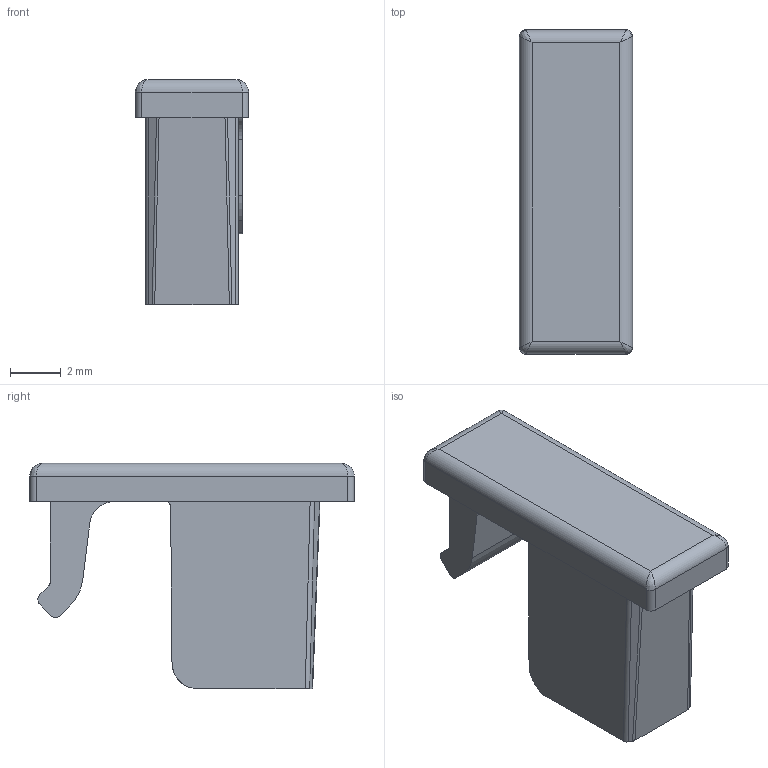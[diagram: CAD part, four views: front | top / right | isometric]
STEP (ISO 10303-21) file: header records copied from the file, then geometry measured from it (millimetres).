
FILE_DESCRIPTION(('CATIA V5R24 STEP','CAx-IF Rec.Pracs.--- Model Styling and Organization---1.2---2011-12-15'),'2;1');
FILE_NAME ('349889-1_1', '2018-10-04T13:48:44+00:00', ('Weidmueller Interface'), ('Weidmueller'), 'CATIA Version 5-6 Release 2014 SP4 HF52', 'CATIA V5 STEP AP214', 'none');
FILE_SCHEMA(('AUTOMOTIVE_DESIGN { 1 0 10303 214 1 1 1 1 }'));
Length unit declared in the file: millimetre
Products named in the file (1): 1307920000
Bounding box: 4.45 x 12.75 x 8.85 mm (x, y, z)
Volume: 167.3 mm3; surface area: 395.8 mm2
Topology: 1 solids, 1 shells, 63 faces, 167 edges, 104 vertices
Faces by surface type: cylinder 29, plane 28, bspline 6
Entity records: 2356 total; most frequent: CARTESIAN_POINT 880, ORIENTED_EDGE 326, DIRECTION 245, EDGE_CURVE 163, VERTEX_POINT 104, VECTOR 98, LINE 98, AXIS2_PLACEMENT_3D 88
